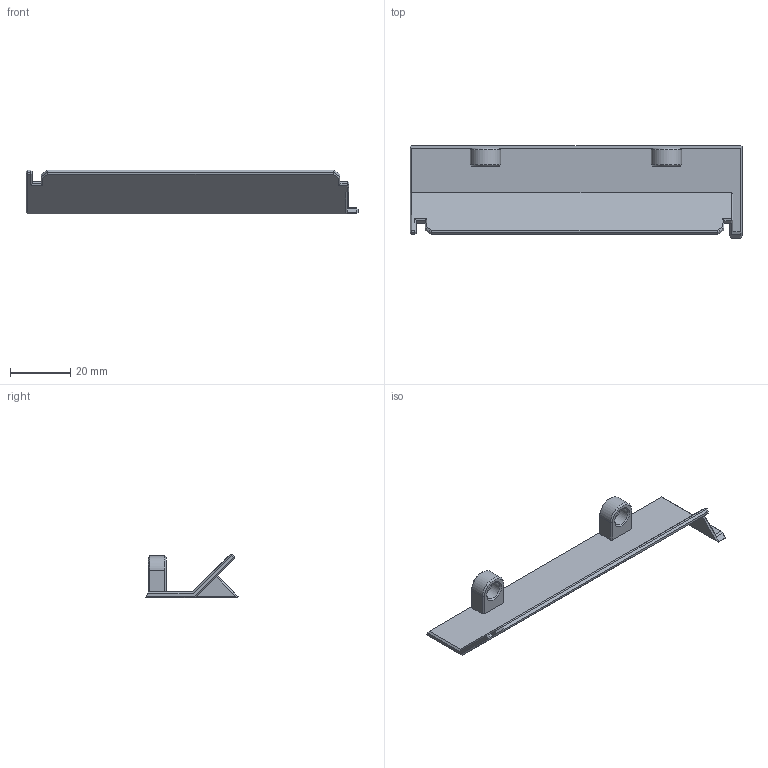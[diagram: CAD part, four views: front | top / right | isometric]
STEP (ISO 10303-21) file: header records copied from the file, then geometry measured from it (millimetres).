
FILE_DESCRIPTION(/* description */ (''),/* implementation_level */ '2;1');
FILE_NAME(/* name */ 'Lower Electronics Top Cover v17.step',/* time_stamp */ '2025-09-15T10:51:26-04:00',/* author */ (''),/* organization */ (''),/* preprocessor_version */ 'ST-DEVELOPER v20.1',/* originating_system */ 'Autodesk Translation Framework v14.17.0.0',/* authorisation */ '');
FILE_SCHEMA (('AUTOMOTIVE_DESIGN { 1 0 10303 214 3 1 1 }'));
Length unit declared in the file: millimetre
Products named in the file (1): Lower Electronics Top Cover
Bounding box: 110 x 30.67 x 14.52 mm (x, y, z)
Volume: 8438.2 mm3; surface area: 8800 mm2
Topology: 1 solids, 1 shells, 95 faces, 212 edges, 121 vertices
Faces by surface type: plane 81, cone 8, cylinder 6
Full cylindrical faces by diameter (mm): 3.4 x2, 6 x2
Entity records: 2559 total; most frequent: CARTESIAN_POINT 429, ORIENTED_EDGE 424, DIRECTION 424, EDGE_CURVE 212, LINE 192, VECTOR 192, VERTEX_POINT 121, AXIS2_PLACEMENT_3D 116
